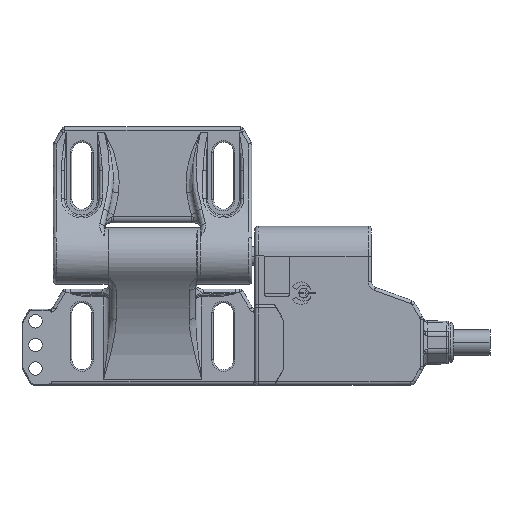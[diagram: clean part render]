
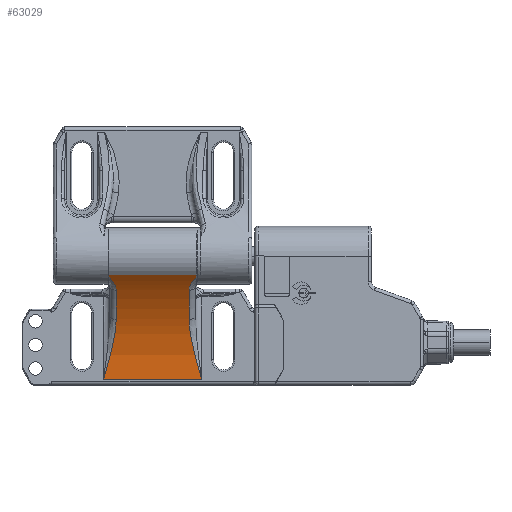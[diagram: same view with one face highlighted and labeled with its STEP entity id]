
A CAD part, front view. The second image highlights one B-rep face of the part: STEP entity #63029.
In plain terms, the highlighted cylindrical face has radius 50 mm (diameter 100 mm), a partial arc.
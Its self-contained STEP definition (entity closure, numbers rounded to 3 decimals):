
#636=DIRECTION('',(-1.,0.,0.));
#637=VECTOR('',#636,31.2);
#638=CARTESIAN_POINT('',(15.6,6.,-39.282));
#639=LINE('',#638,#637);
#20146=CARTESIAN_POINT('',(-14.1,-6.428,
-6.292));
#20147=CARTESIAN_POINT('',(-13.849,-6.191,
-6.562));
#20148=CARTESIAN_POINT('',(-13.379,-5.742,
-7.085));
#20149=CARTESIAN_POINT('',(-12.786,-5.132,
-7.824));
#20150=CARTESIAN_POINT('',(-12.318,-4.578,
-8.522));
#20151=CARTESIAN_POINT('',(-11.976,-4.078,
-9.175));
#20152=CARTESIAN_POINT('',(-11.75,-3.631,
-9.777));
#20153=CARTESIAN_POINT('',(-11.626,-3.234,
-10.33));
#20154=CARTESIAN_POINT('',(-11.6,-2.994,
-10.672));
#20155=CARTESIAN_POINT('',(-11.6,-2.881,
-10.835));
#20157=CARTESIAN_POINT('',(15.6,6.,
-39.282));
#20158=CARTESIAN_POINT('',(15.256,6.,
-38.089));
#20159=CARTESIAN_POINT('',(14.581,5.916,
-35.748));
#20160=CARTESIAN_POINT('',(13.636,5.55,
-32.314));
#20161=CARTESIAN_POINT('',(12.849,4.994,
-29.15));
#20162=CARTESIAN_POINT('',(12.263,4.329,
-26.371));
#20163=CARTESIAN_POINT('',(11.868,3.611,
-23.95));
#20164=CARTESIAN_POINT('',(11.645,2.876,
-21.844));
#20165=CARTESIAN_POINT('',(11.6,2.39,
-20.619));
#20166=CARTESIAN_POINT('',(11.6,2.154,
-20.051));
#20180=CARTESIAN_POINT('',(-11.6,-44.,-39.282));
#20181=DIRECTION('',(1.,0.,0.));
#20182=DIRECTION('',(0.,0.923,0.385));
#20183=AXIS2_PLACEMENT_3D('',#20180,#20181,#20182);
#20459=DIRECTION('',(1.,0.,0.));
#20460=VECTOR('',#20459,28.2);
#20461=CARTESIAN_POINT('',(-14.1,-6.712,-5.971));
#20462=LINE('',#20461,#20460);
#20483=CARTESIAN_POINT('',(-14.1,-44.,-39.282));
#20484=DIRECTION('',(1.,0.,0.));
#20485=DIRECTION('',(0.,0.751,0.66));
#20486=AXIS2_PLACEMENT_3D('',#20483,#20484,#20485);
#20588=CARTESIAN_POINT('',(14.1,-44.,-39.282));
#20589=DIRECTION('',(-1.,0.,0.));
#20590=DIRECTION('',(0.,0.746,0.666));
#20591=AXIS2_PLACEMENT_3D('',#20588,#20589,#20590);
#20603=CARTESIAN_POINT('',(14.1,-6.428,
-6.292));
#20604=CARTESIAN_POINT('',(13.849,-6.191,
-6.562));
#20605=CARTESIAN_POINT('',(13.379,-5.742,
-7.085));
#20606=CARTESIAN_POINT('',(12.786,-5.132,
-7.824));
#20607=CARTESIAN_POINT('',(12.319,-4.578,
-8.522));
#20608=CARTESIAN_POINT('',(11.976,-4.078,
-9.174));
#20609=CARTESIAN_POINT('',(11.75,-3.632,
-9.776));
#20610=CARTESIAN_POINT('',(11.626,-3.234,
-10.329));
#20611=CARTESIAN_POINT('',(11.6,-2.994,
-10.671));
#20612=CARTESIAN_POINT('',(11.6,-2.881,
-10.835));
#20621=CARTESIAN_POINT('',(11.6,-44.,-39.282));
#20622=DIRECTION('',(-1.,0.,0.));
#20623=DIRECTION('',(0.,0.822,0.569));
#20624=AXIS2_PLACEMENT_3D('',#20621,#20622,#20623);
#21180=CARTESIAN_POINT('',(-15.6,6.,
-39.282));
#21181=CARTESIAN_POINT('',(-15.256,6.,
-38.089));
#21182=CARTESIAN_POINT('',(-14.581,5.916,
-35.749));
#21183=CARTESIAN_POINT('',(-13.636,5.55,
-32.315));
#21184=CARTESIAN_POINT('',(-12.849,4.994,
-29.152));
#21185=CARTESIAN_POINT('',(-12.263,4.329,
-26.372));
#21186=CARTESIAN_POINT('',(-11.868,3.611,
-23.951));
#21187=CARTESIAN_POINT('',(-11.645,2.877,
-21.844));
#21188=CARTESIAN_POINT('',(-11.6,2.39,
-20.619));
#21189=CARTESIAN_POINT('',(-11.6,2.154,
-20.051));
#27193=CARTESIAN_POINT('',(-15.6,6.,
-39.282));
#27194=VERTEX_POINT('',#27193);
#27195=CARTESIAN_POINT('',(15.6,6.,
-39.282));
#27196=VERTEX_POINT('',#27195);
#30696=CARTESIAN_POINT('',(-14.1,-6.712,-5.971));
#30698=VERTEX_POINT('',#30696);
#30702=CARTESIAN_POINT('',(-14.1,-6.428,-6.292));
#30703=VERTEX_POINT('',#30702);
#30715=CARTESIAN_POINT('',(14.1,-6.712,-5.971));
#30716=VERTEX_POINT('',#30715);
#30740=VERTEX_POINT('',#20155);
#30741=CARTESIAN_POINT('',(14.1,-6.428,-6.292));
#30742=VERTEX_POINT('',#30741);
#30743=VERTEX_POINT('',#20612);
#30744=CARTESIAN_POINT('',(11.6,2.154,-20.051));
#30745=VERTEX_POINT('',#30744);
#30746=VERTEX_POINT('',#21189);
#63004=CARTESIAN_POINT('',(13.6,-44.,-39.282));
#63005=DIRECTION('',(-1.,0.,0.));
#63006=DIRECTION('',(0.,0.,-1.));
#63007=AXIS2_PLACEMENT_3D('',#63004,#63005,#63006);
#63008=CYLINDRICAL_SURFACE('',#63007,50.);
#63010=ORIENTED_EDGE('',*,*,#63009,.F.);
#63012=ORIENTED_EDGE('',*,*,#63011,.T.);
#63014=ORIENTED_EDGE('',*,*,#63013,.T.);
#63016=ORIENTED_EDGE('',*,*,#63015,.T.);
#63018=ORIENTED_EDGE('',*,*,#63017,.T.);
#63020=ORIENTED_EDGE('',*,*,#63019,.T.);
#63021=ORIENTED_EDGE('',*,*,#62996,.F.);
#63022=ORIENTED_EDGE('',*,*,#34067,.T.);
#63024=ORIENTED_EDGE('',*,*,#63023,.T.);
#63026=ORIENTED_EDGE('',*,*,#63025,.T.);
#63027=EDGE_LOOP('',(#63010,#63012,#63014,#63016,#63018,#63020,#63021,#63022,
#63024,#63026));
#63028=FACE_OUTER_BOUND('',#63027,.F.);
#63029=ADVANCED_FACE('',(#63028),#63008,.F.);
#20156=B_SPLINE_CURVE_WITH_KNOTS('',3,(#20146,#20147,#20148,#20149,#20150,
#20151,#20152,#20153,#20154,#20155),.UNSPECIFIED.,.F.,.F.,(4,1,1,1,1,1,1,4),(
0.,0.143,0.286,0.429,0.571,
0.714,0.857,1.),.UNSPECIFIED.);
#20167=B_SPLINE_CURVE_WITH_KNOTS('',3,(#20157,#20158,#20159,#20160,#20161,
#20162,#20163,#20164,#20165,#20166),.UNSPECIFIED.,.F.,.F.,(4,1,1,1,1,1,1,4),(
0.,0.143,0.286,0.429,0.571,
0.714,0.857,1.),.UNSPECIFIED.);
#20184=CIRCLE('',#20183,50.);
#20487=CIRCLE('',#20486,50.);
#20592=CIRCLE('',#20591,50.);
#20613=B_SPLINE_CURVE_WITH_KNOTS('',3,(#20603,#20604,#20605,#20606,#20607,
#20608,#20609,#20610,#20611,#20612),.UNSPECIFIED.,.F.,.F.,(4,1,1,1,1,1,1,4),(
0.,0.143,0.286,0.429,0.571,
0.714,0.857,1.),.UNSPECIFIED.);
#20625=CIRCLE('',#20624,50.);
#21190=B_SPLINE_CURVE_WITH_KNOTS('',3,(#21180,#21181,#21182,#21183,#21184,
#21185,#21186,#21187,#21188,#21189),.UNSPECIFIED.,.F.,.F.,(4,1,1,1,1,1,1,4),(
0.,0.143,0.286,0.429,0.571,
0.714,0.857,1.),.UNSPECIFIED.);
#34067=EDGE_CURVE('',#27196,#27194,#639,.T.);
#62996=EDGE_CURVE('',#27196,#30745,#20167,.T.);
#63009=EDGE_CURVE('',#30703,#30740,#20156,.T.);
#63011=EDGE_CURVE('',#30703,#30698,#20487,.T.);
#63013=EDGE_CURVE('',#30698,#30716,#20462,.T.);
#63015=EDGE_CURVE('',#30716,#30742,#20592,.T.);
#63017=EDGE_CURVE('',#30742,#30743,#20613,.T.);
#63019=EDGE_CURVE('',#30743,#30745,#20625,.T.);
#63023=EDGE_CURVE('',#27194,#30746,#21190,.T.);
#63025=EDGE_CURVE('',#30746,#30740,#20184,.T.);
